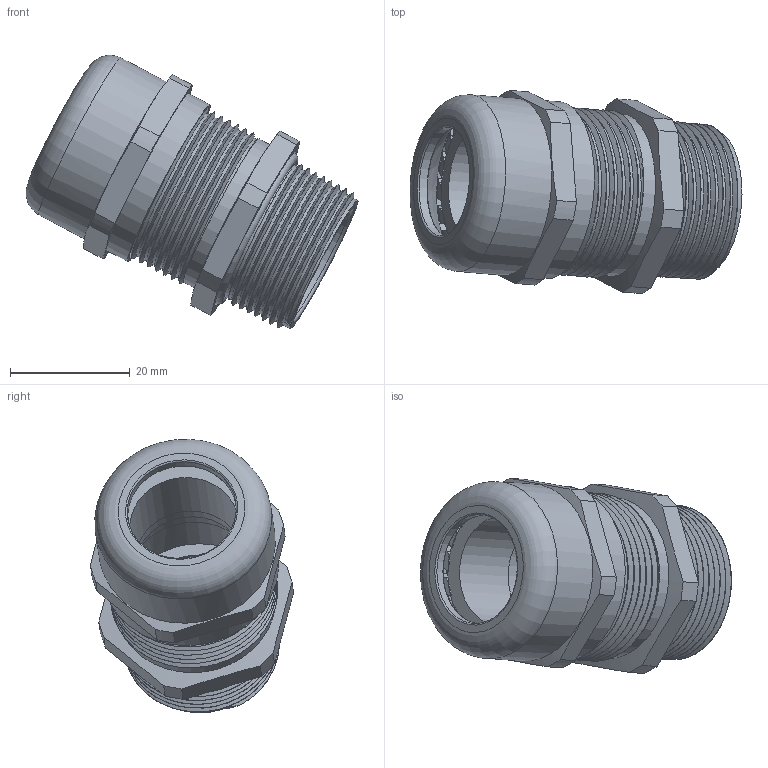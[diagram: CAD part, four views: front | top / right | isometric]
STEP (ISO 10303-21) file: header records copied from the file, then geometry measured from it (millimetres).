
FILE_DESCRIPTION(/* description */ ('Euro-Top NPT 3/4", KB:13-18 mm'),/* implementation_level */ '2;1');
FILE_NAME(/* name */ '60080034LF-RST.stp',/* time_stamp */ '2020-10-14T14:15:12+02:00',/* author */ ('sl'),/* organization */ (''),/* preprocessor_version */ 'ST-DEVELOPER v16.5',/* originating_system */ 'Autodesk Inventor 2017',/* authorisation */ '');
FILE_SCHEMA (('AUTOMOTIVE_DESIGN { 1 0 10303 214 3 1 1 }'));
Length unit declared in the file: millimetre
Products named in the file (6): 60080034LF; 60080034; 60080034_1; 60080034_2; 60080034_3; 60080034_4
Assembly tree (5 placements, depth 2):
  60080034LF
    60080034
    60080034_1
    60080034_2
    60080034_3
    60080034_4
Bounding box: 55.5 x 33.96 x 45.71 mm (x, y, z)
Volume: 12405.9 mm3; surface area: 18271.9 mm2
Topology: 5 solids, 5 shells, 268 faces, 732 edges, 479 vertices
Faces by surface type: plane 135, cylinder 80, torus 23, cone 23, bspline 7
Full cylindrical faces by diameter (mm): 18.2 x1, 18.28 x1, 18.72 x1, 19.94 x1, 20.96 x1, 22.04 x1, 23 x1, 23.5 x1, 24.1 x1, 24.2 x1, 24.8 x1, 26.7 x2, 26.9 x9, 27.05 x1, 29 x1, 29.64 x2
Entity records: 13375 total; most frequent: CARTESIAN_POINT 7002, DIRECTION 1332, ORIENTED_EDGE 1280, EDGE_CURVE 640, AXIS2_PLACEMENT_3D 521, VERTEX_POINT 434, EDGE_LOOP 296, LINE 290
